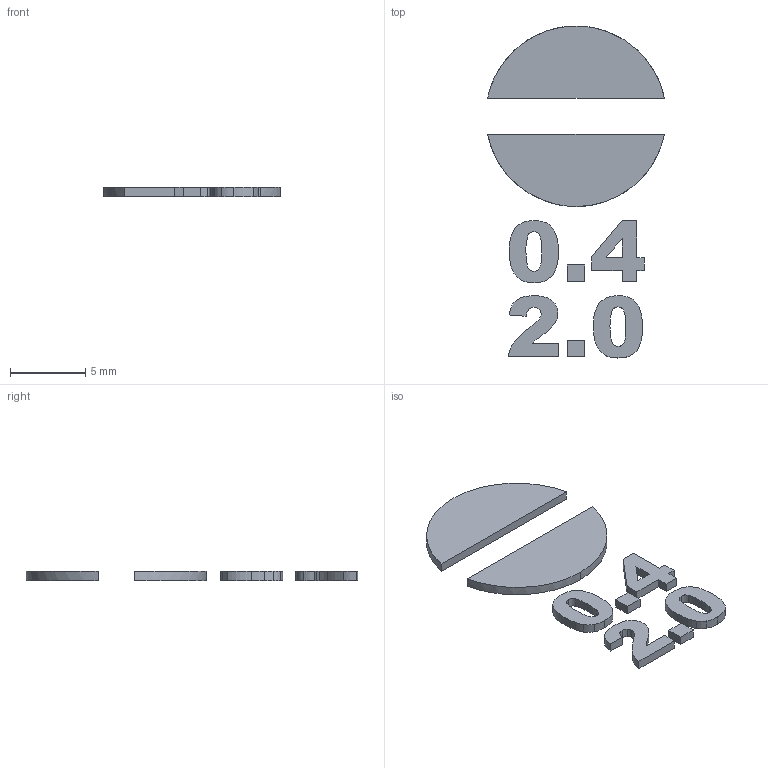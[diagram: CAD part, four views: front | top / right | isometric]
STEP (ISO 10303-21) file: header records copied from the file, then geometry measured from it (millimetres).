
FILE_DESCRIPTION(/* description */ (''),/* implementation_level */ '2;1');
FILE_NAME(/* name */ 'Slotted 0.4-2.0.step',/* time_stamp */ '2023-03-31T18:01:13+02:00',/* author */ (''),/* organization */ (''),/* preprocessor_version */ 'ST-DEVELOPER v19.2',/* originating_system */ 'Autodesk Translation Framework v11.17.0.187',/* authorisation */ '');
FILE_SCHEMA (('AUTOMOTIVE_DESIGN { 1 0 10303 214 3 1 1 }'));
Length unit declared in the file: millimetre
Products named in the file (1): Slotted 0.4-2.0
Bounding box: 11.76 x 22.07 x 0.6 mm (x, y, z)
Volume: 72.9 mm3; surface area: 327 mm2
Topology: 8 solids, 8 shells, 110 faces, 282 edges, 188 vertices
Faces by surface type: bspline 66, plane 44
Entity records: 3936 total; most frequent: CARTESIAN_POINT 1687, ORIENTED_EDGE 564, EDGE_CURVE 282, DIRECTION 240, VERTEX_POINT 188, LINE 150, VECTOR 150, B_SPLINE_CURVE_WITH_KNOTS 124
